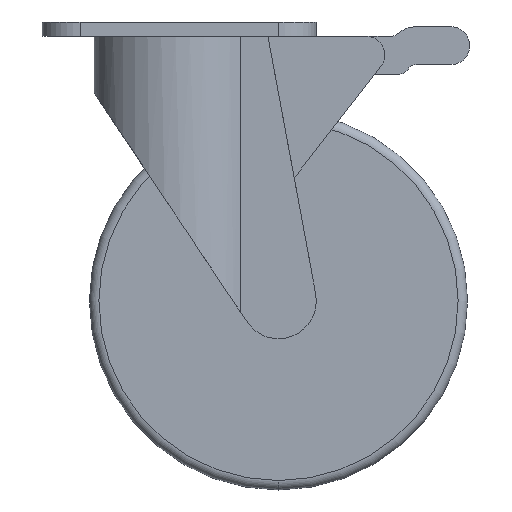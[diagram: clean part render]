
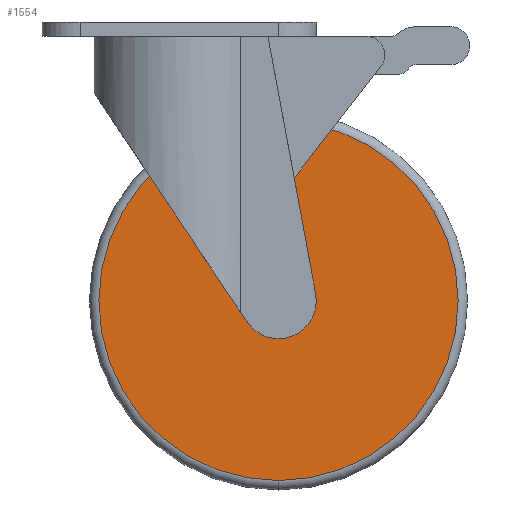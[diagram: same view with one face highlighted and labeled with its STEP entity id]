
A CAD part, left-side view. The second image highlights one B-rep face of the part: STEP entity #1554.
In plain terms, the highlighted planar face has unit normal (-1, 0, 0).
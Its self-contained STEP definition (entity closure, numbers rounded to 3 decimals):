
#1454=CARTESIAN_POINT('',(-0.625,-1.312,4.877));
#1455=VERTEX_POINT('',#1454);
#1471=CARTESIAN_POINT('',(-0.625,-1.312,0.127));
#1472=VERTEX_POINT('',#1471);
#1480=CARTESIAN_POINT('',(-0.625,1.063,2.502));
#1481=VERTEX_POINT('',#1480);
#1482=CARTESIAN_POINT('',(-0.625,-1.312,2.502));
#1483=DIRECTION('',(1.0,0.0,0.0));
#1484=DIRECTION('',(0.0,-1.0,0.0));
#1485=AXIS2_PLACEMENT_3D('',#1482,#1483,#1484);
#1486=CIRCLE('',#1485,2.375);
#1487=EDGE_CURVE('',#1472,#1481,#1486,.T.);
#1489=CARTESIAN_POINT('',(-0.625,-1.312,2.502));
#1490=DIRECTION('',(1.0,0.0,0.0));
#1491=DIRECTION('',(0.0,-1.0,0.0));
#1492=AXIS2_PLACEMENT_3D('',#1489,#1490,#1491);
#1493=CIRCLE('',#1492,2.375);
#1494=EDGE_CURVE('',#1481,#1455,#1493,.T.);
#1505=CARTESIAN_POINT('',(-0.625,-1.312,2.502));
#1506=DIRECTION('',(1.0,0.0,0.0));
#1507=DIRECTION('',(0.0,-1.0,0.0));
#1508=AXIS2_PLACEMENT_3D('',#1505,#1506,#1507);
#1509=CIRCLE('',#1508,2.375);
#1510=EDGE_CURVE('',#1455,#1472,#1509,.T.);
#1544=CARTESIAN_POINT('',(-0.625,-1.312,2.502));
#1545=DIRECTION('',(1.0,0.0,0.0));
#1546=DIRECTION('',(0.0,0.0,1.0));
#1547=AXIS2_PLACEMENT_3D('',#1544,#1545,#1546);
#1548=PLANE('',#1547);
#1549=ORIENTED_EDGE('',*,*,#1494,.F.);
#1550=ORIENTED_EDGE('',*,*,#1487,.F.);
#1551=ORIENTED_EDGE('',*,*,#1510,.F.);
#1552=EDGE_LOOP('',(#1549,#1550,#1551));
#1553=FACE_OUTER_BOUND('',#1552,.T.);
#1554=ADVANCED_FACE('',(#1553),#1548,.F.);
